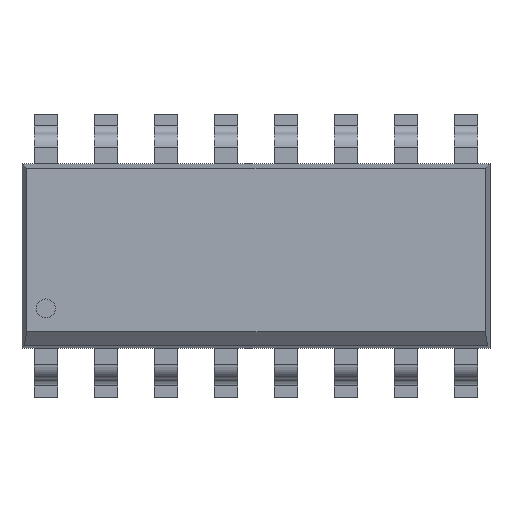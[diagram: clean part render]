
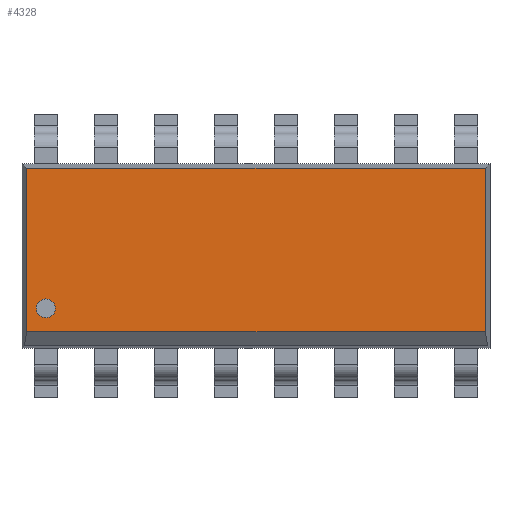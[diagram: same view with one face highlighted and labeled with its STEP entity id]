
A CAD part, top view. The second image highlights one B-rep face of the part: STEP entity #4328.
In plain terms, the highlighted planar face has unit normal (0, 0, 1).
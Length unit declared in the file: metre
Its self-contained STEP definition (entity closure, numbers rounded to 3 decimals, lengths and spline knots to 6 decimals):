
#247=CIRCLE('',#4917,0.0002);
#1417=ORIENTED_EDGE('',*,*,#2055,.T.);
#1418=ORIENTED_EDGE('',*,*,#2056,.T.);
#1419=ORIENTED_EDGE('',*,*,#2057,.T.);
#1420=ORIENTED_EDGE('',*,*,#2058,.T.);
#1421=ORIENTED_EDGE('',*,*,#2059,.T.);
#2055=EDGE_CURVE('',#2468,#2468,#247,.F.);
#2056=EDGE_CURVE('',#2469,#2470,#2940,.T.);
#2057=EDGE_CURVE('',#2470,#2471,#2941,.T.);
#2058=EDGE_CURVE('',#2471,#2472,#2942,.T.);
#2059=EDGE_CURVE('',#2472,#2469,#2943,.T.);
#2468=VERTEX_POINT('',#7413);
#2469=VERTEX_POINT('',#7415);
#2470=VERTEX_POINT('',#7416);
#2471=VERTEX_POINT('',#7418);
#2472=VERTEX_POINT('',#7420);
#2940=LINE('',#7414,#3419);
#2941=LINE('',#7417,#3420);
#2942=LINE('',#7419,#3421);
#2943=LINE('',#7421,#3422);
#3419=VECTOR('',#6141,1.);
#3420=VECTOR('',#6142,1.);
#3421=VECTOR('',#6143,1.);
#3422=VECTOR('',#6144,1.);
#3666=EDGE_LOOP('',(#1417));
#3667=EDGE_LOOP('',(#1418,#1419,#1420,#1421));
#3909=FACE_BOUND('',#3666,.T.);
#3910=FACE_BOUND('',#3667,.T.);
#4088=PLANE('',#4916);
#4328=ADVANCED_FACE('',(#3909,#3910),#4088,.T.);
#4916=AXIS2_PLACEMENT_3D('',#7411,#6137,#6138);
#4917=AXIS2_PLACEMENT_3D('',#7412,#6139,#6140);
#6137=DIRECTION('',(0.,0.,1.));
#6138=DIRECTION('',(1.,0.,0.));
#6139=DIRECTION('',(0.,0.,1.));
#6140=DIRECTION('',(1.,0.,0.));
#6141=DIRECTION('',(0.,-1.,0.));
#6142=DIRECTION('',(1.,0.,0.));
#6143=DIRECTION('',(0.,1.,0.));
#6144=DIRECTION('',(-1.,0.,0.));
#7411=CARTESIAN_POINT('',(0.,0.,0.00135));
#7412=CARTESIAN_POINT('',(-0.004445,-0.00111,0.00135));
#7413=CARTESIAN_POINT('',(-0.004245,-0.00111,0.00135));
#7414=CARTESIAN_POINT('',(-0.00485,-0.00195,0.00135));
#7415=CARTESIAN_POINT('',(-0.00485,0.00185,0.00135));
#7416=CARTESIAN_POINT('',(-0.00485,-0.0016,0.00135));
#7417=CARTESIAN_POINT('',(0.,-0.0016,0.00135));
#7418=CARTESIAN_POINT('',(0.00485,-0.0016,0.00135));
#7419=CARTESIAN_POINT('',(0.00485,0.,0.00135));
#7420=CARTESIAN_POINT('',(0.00485,0.00185,0.00135));
#7421=CARTESIAN_POINT('',(0.,0.00185,0.00135));
